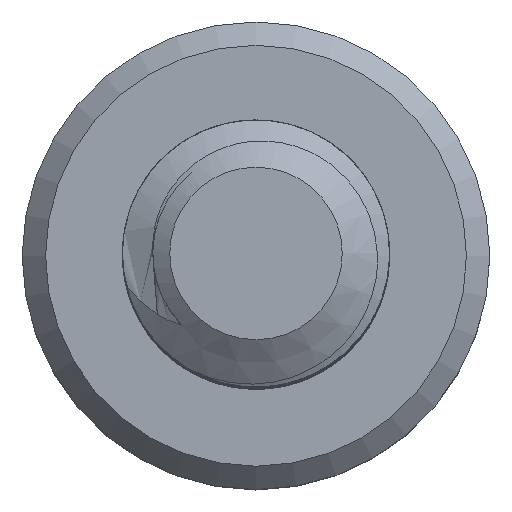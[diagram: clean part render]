
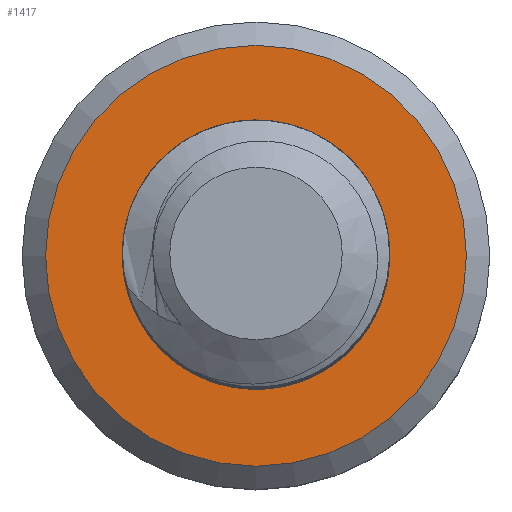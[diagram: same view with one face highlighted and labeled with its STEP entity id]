
A CAD part, top view. The second image highlights one B-rep face of the part: STEP entity #1417.
In plain terms, the highlighted planar face has unit normal (0, 0, 1).
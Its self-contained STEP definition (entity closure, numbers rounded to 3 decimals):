
#16=FACE_BOUND('',#193,.T.);
#19=PLANE('',#1535);
#111=FACE_OUTER_BOUND('',#192,.T.);
#192=EDGE_LOOP('',(#1245,#1246));
#193=EDGE_LOOP('',(#1247,#1248,#1249,#1250));
#206=CIRCLE('',#1451,2.);
#210=CIRCLE('',#1511,3.15);
#211=CIRCLE('',#1512,3.15);
#220=CIRCLE('',#1526,1.545);
#345=B_SPLINE_CURVE_WITH_KNOTS('',3,(#13698,#13699,#13700,#13701,#13702,
#13703,#13704,#13705,#13706,#13707,#13708,#13709,#13710,#13711,#13712,#13713,
#13714,#13715,#13716,#13717,#13718,#13719,#13720,#13721,#13722,#13723,#13724,
#13725,#13726,#13727,#13728,#13729,#13730,#13731,#13732,#13733,#13734,#13735,
#13736,#13737,#13738,#13739,#13740),.UNSPECIFIED.,.F.,.F.,(4,3,3,3,3,3,
3,3,3,3,3,3,3,3,4),(0.,0.034,0.066,0.097,
0.129,0.169,0.205,0.238,
0.261,0.272,0.279,0.283,0.324,
0.329,0.364),.UNSPECIFIED.);
#346=B_SPLINE_CURVE_WITH_KNOTS('',3,(#14487,#14488,#14489,#14490,#14491,
#14492,#14493,#14494,#14495,#14496,#14497,#14498,#14499,#14500,#14501,#14502,
#14503,#14504,#14505,#14506,#14507,#14508,#14509,#14510,#14511,#14512,#14513,
#14514,#14515,#14516,#14517,#14518,#14519,#14520,#14521,#14522,#14523,#14524,
#14525,#14526,#14527,#14528,#14529,#14530,#14531,#14532),.UNSPECIFIED.,
 .F.,.F.,(4,3,3,3,3,3,3,3,3,3,3,3,3,3,3,4),(0.,0.054,0.066,
0.073,0.107,0.119,0.128,
0.163,0.184,0.206,0.212,
0.227,0.242,0.248,0.268,
0.283),.UNSPECIFIED.);
#493=VERTEX_POINT('',#1823);
#494=VERTEX_POINT('',#1906);
#609=VERTEX_POINT('',#12633);
#610=VERTEX_POINT('',#12635);
#622=VERTEX_POINT('',#12785);
#623=VERTEX_POINT('',#12862);
#636=EDGE_CURVE('',#493,#494,#206,.T.);
#807=EDGE_CURVE('',#610,#609,#210,.T.);
#808=EDGE_CURVE('',#609,#610,#211,.T.);
#825=EDGE_CURVE('',#623,#622,#220,.T.);
#829=EDGE_CURVE('',#622,#494,#345,.T.);
#830=EDGE_CURVE('',#493,#623,#346,.T.);
#1245=ORIENTED_EDGE('',*,*,#807,.T.);
#1246=ORIENTED_EDGE('',*,*,#808,.T.);
#1247=ORIENTED_EDGE('',*,*,#636,.F.);
#1248=ORIENTED_EDGE('',*,*,#830,.T.);
#1249=ORIENTED_EDGE('',*,*,#825,.T.);
#1250=ORIENTED_EDGE('',*,*,#829,.T.);
#1417=ADVANCED_FACE('',(#111,#16),#19,.F.);
#1451=AXIS2_PLACEMENT_3D('',#1907,#1553,#1554);
#1511=AXIS2_PLACEMENT_3D('',#12636,#1729,#1730);
#1512=AXIS2_PLACEMENT_3D('',#12637,#1731,#1732);
#1526=AXIS2_PLACEMENT_3D('',#12863,#1762,#1763);
#1535=AXIS2_PLACEMENT_3D('',#14544,#1780,#1781);
#1553=DIRECTION('center_axis',(0.,0.,1.));
#1554=DIRECTION('ref_axis',(1.,0.,0.));
#1729=DIRECTION('center_axis',(0.,0.,1.));
#1730=DIRECTION('ref_axis',(-1.,0.,0.));
#1731=DIRECTION('center_axis',(0.,0.,1.));
#1732=DIRECTION('ref_axis',(-1.,0.,0.));
#1762=DIRECTION('center_axis',(0.,0.,-1.));
#1763=DIRECTION('ref_axis',(1.,0.,0.));
#1780=DIRECTION('center_axis',(0.,0.,-1.));
#1781=DIRECTION('ref_axis',(-1.,0.,0.));
#1823=CARTESIAN_POINT('',(-0.874,-1.799,-20.));
#1906=CARTESIAN_POINT('',(0.675,-1.883,-20.));
#1907=CARTESIAN_POINT('Origin',(0.,0.,-20.));
#12633=CARTESIAN_POINT('',(3.15,0.,-20.));
#12635=CARTESIAN_POINT('',(-3.15,0.,-20.));
#12636=CARTESIAN_POINT('Origin',(0.,0.,-20.));
#12637=CARTESIAN_POINT('Origin',(0.,0.,-20.));
#12785=CARTESIAN_POINT('',(0.675,1.39,-20.));
#12862=CARTESIAN_POINT('',(-0.521,1.455,-20.));
#12863=CARTESIAN_POINT('Origin',(0.,0.,-20.));
#13698=CARTESIAN_POINT('Ctrl Pts',(0.675,1.39,-20.));
#13699=CARTESIAN_POINT('Ctrl Pts',(0.784,1.354,-20.));
#13700=CARTESIAN_POINT('Ctrl Pts',(0.888,1.306,-20.));
#13701=CARTESIAN_POINT('Ctrl Pts',(0.985,1.247,-20.));
#13702=CARTESIAN_POINT('Ctrl Pts',(1.077,1.191,-20.));
#13703=CARTESIAN_POINT('Ctrl Pts',(1.163,1.126,-20.));
#13704=CARTESIAN_POINT('Ctrl Pts',(1.24,1.054,-20.));
#13705=CARTESIAN_POINT('Ctrl Pts',(1.313,0.986,-20.));
#13706=CARTESIAN_POINT('Ctrl Pts',(1.379,0.911,-20.));
#13707=CARTESIAN_POINT('Ctrl Pts',(1.438,0.83,-20.));
#13708=CARTESIAN_POINT('Ctrl Pts',(1.501,0.744,-20.));
#13709=CARTESIAN_POINT('Ctrl Pts',(1.557,0.651,-20.));
#13710=CARTESIAN_POINT('Ctrl Pts',(1.603,0.553,-20.));
#13711=CARTESIAN_POINT('Ctrl Pts',(1.659,0.435,-20.));
#13712=CARTESIAN_POINT('Ctrl Pts',(1.702,0.311,-20.));
#13713=CARTESIAN_POINT('Ctrl Pts',(1.731,0.184,-20.));
#13714=CARTESIAN_POINT('Ctrl Pts',(1.757,0.066,
-20.));
#13715=CARTESIAN_POINT('Ctrl Pts',(1.771,-0.054,
-20.));
#13716=CARTESIAN_POINT('Ctrl Pts',(1.773,-0.176,
-20.));
#13717=CARTESIAN_POINT('Ctrl Pts',(1.775,-0.284,-20.));
#13718=CARTESIAN_POINT('Ctrl Pts',(1.766,-0.393,
-20.));
#13719=CARTESIAN_POINT('Ctrl Pts',(1.747,-0.5,
-20.));
#13720=CARTESIAN_POINT('Ctrl Pts',(1.734,-0.574,
-20.));
#13721=CARTESIAN_POINT('Ctrl Pts',(1.717,-0.647,
-20.));
#13722=CARTESIAN_POINT('Ctrl Pts',(1.695,-0.719,
-20.));
#13723=CARTESIAN_POINT('Ctrl Pts',(1.683,-0.755,
-20.));
#13724=CARTESIAN_POINT('Ctrl Pts',(1.671,-0.791,
-20.));
#13725=CARTESIAN_POINT('Ctrl Pts',(1.657,-0.826,
-20.));
#13726=CARTESIAN_POINT('Ctrl Pts',(1.649,-0.849,
-20.));
#13727=CARTESIAN_POINT('Ctrl Pts',(1.64,-0.871,
-20.));
#13728=CARTESIAN_POINT('Ctrl Pts',(1.63,-0.894,
-20.));
#13729=CARTESIAN_POINT('Ctrl Pts',(1.625,-0.906,
-20.));
#13730=CARTESIAN_POINT('Ctrl Pts',(1.619,-0.918,
-20.));
#13731=CARTESIAN_POINT('Ctrl Pts',(1.613,-0.931,
-20.));
#13732=CARTESIAN_POINT('Ctrl Pts',(1.553,-1.064,-20.));
#13733=CARTESIAN_POINT('Ctrl Pts',(1.451,-1.247,-20.));
#13734=CARTESIAN_POINT('Ctrl Pts',(1.281,-1.433,-20.));
#13735=CARTESIAN_POINT('Ctrl Pts',(1.258,-1.459,-20.));
#13736=CARTESIAN_POINT('Ctrl Pts',(1.234,-1.484,-20.));
#13737=CARTESIAN_POINT('Ctrl Pts',(1.209,-1.508,-20.));
#13738=CARTESIAN_POINT('Ctrl Pts',(1.053,-1.662,-20.));
#13739=CARTESIAN_POINT('Ctrl Pts',(0.873,-1.789,
-20.));
#13740=CARTESIAN_POINT('Ctrl Pts',(0.675,-1.883,
-20.));
#14487=CARTESIAN_POINT('Ctrl Pts',(-0.874,-1.799,
-20.));
#14488=CARTESIAN_POINT('Ctrl Pts',(-1.026,-1.705,
-20.));
#14489=CARTESIAN_POINT('Ctrl Pts',(-1.164,-1.591,
-20.));
#14490=CARTESIAN_POINT('Ctrl Pts',(-1.286,-1.461,
-20.));
#14491=CARTESIAN_POINT('Ctrl Pts',(-1.314,-1.43,
-20.));
#14492=CARTESIAN_POINT('Ctrl Pts',(-1.342,-1.398,
-20.));
#14493=CARTESIAN_POINT('Ctrl Pts',(-1.368,-1.366,
-20.));
#14494=CARTESIAN_POINT('Ctrl Pts',(-1.382,-1.348,
-20.));
#14495=CARTESIAN_POINT('Ctrl Pts',(-1.396,-1.33,
-20.));
#14496=CARTESIAN_POINT('Ctrl Pts',(-1.411,-1.311,
-20.));
#14497=CARTESIAN_POINT('Ctrl Pts',(-1.485,-1.214,
-20.));
#14498=CARTESIAN_POINT('Ctrl Pts',(-1.564,-1.09,
-20.));
#14499=CARTESIAN_POINT('Ctrl Pts',(-1.632,-0.942,
-20.));
#14500=CARTESIAN_POINT('Ctrl Pts',(-1.655,-0.893,
-20.));
#14501=CARTESIAN_POINT('Ctrl Pts',(-1.676,-0.84,
-20.));
#14502=CARTESIAN_POINT('Ctrl Pts',(-1.695,-0.785,
-20.));
#14503=CARTESIAN_POINT('Ctrl Pts',(-1.712,-0.738,
-20.));
#14504=CARTESIAN_POINT('Ctrl Pts',(-1.727,-0.689,
-20.));
#14505=CARTESIAN_POINT('Ctrl Pts',(-1.739,-0.64,
-20.));
#14506=CARTESIAN_POINT('Ctrl Pts',(-1.784,-0.465,
-20.));
#14507=CARTESIAN_POINT('Ctrl Pts',(-1.802,-0.284,
-20.));
#14508=CARTESIAN_POINT('Ctrl Pts',(-1.792,-0.104,
-20.));
#14509=CARTESIAN_POINT('Ctrl Pts',(-1.786,0.006,
-20.));
#14510=CARTESIAN_POINT('Ctrl Pts',(-1.77,0.115,
-20.));
#14511=CARTESIAN_POINT('Ctrl Pts',(-1.744,0.221,
-20.));
#14512=CARTESIAN_POINT('Ctrl Pts',(-1.718,0.329,
-20.));
#14513=CARTESIAN_POINT('Ctrl Pts',(-1.681,0.435,
-20.));
#14514=CARTESIAN_POINT('Ctrl Pts',(-1.635,0.537,
-20.));
#14515=CARTESIAN_POINT('Ctrl Pts',(-1.62,0.568,
-20.));
#14516=CARTESIAN_POINT('Ctrl Pts',(-1.605,0.599,
-20.));
#14517=CARTESIAN_POINT('Ctrl Pts',(-1.589,0.63,
-20.));
#14518=CARTESIAN_POINT('Ctrl Pts',(-1.553,0.698,-20.));
#14519=CARTESIAN_POINT('Ctrl Pts',(-1.509,0.77,
-20.));
#14520=CARTESIAN_POINT('Ctrl Pts',(-1.457,0.841,
-20.));
#14521=CARTESIAN_POINT('Ctrl Pts',(-1.405,0.913,-20.));
#14522=CARTESIAN_POINT('Ctrl Pts',(-1.344,0.984,
-20.));
#14523=CARTESIAN_POINT('Ctrl Pts',(-1.273,1.053,-20.));
#14524=CARTESIAN_POINT('Ctrl Pts',(-1.242,1.082,-20.));
#14525=CARTESIAN_POINT('Ctrl Pts',(-1.21,1.111,-20.));
#14526=CARTESIAN_POINT('Ctrl Pts',(-1.175,1.139,-20.));
#14527=CARTESIAN_POINT('Ctrl Pts',(-1.068,1.227,-20.));
#14528=CARTESIAN_POINT('Ctrl Pts',(-0.949,1.3,
-20.));
#14529=CARTESIAN_POINT('Ctrl Pts',(-0.822,1.356,-20.));
#14530=CARTESIAN_POINT('Ctrl Pts',(-0.725,1.399,
-20.));
#14531=CARTESIAN_POINT('Ctrl Pts',(-0.625,1.432,
-20.));
#14532=CARTESIAN_POINT('Ctrl Pts',(-0.521,1.455,
-20.));
#14544=CARTESIAN_POINT('Origin',(0.,0.,-20.));
